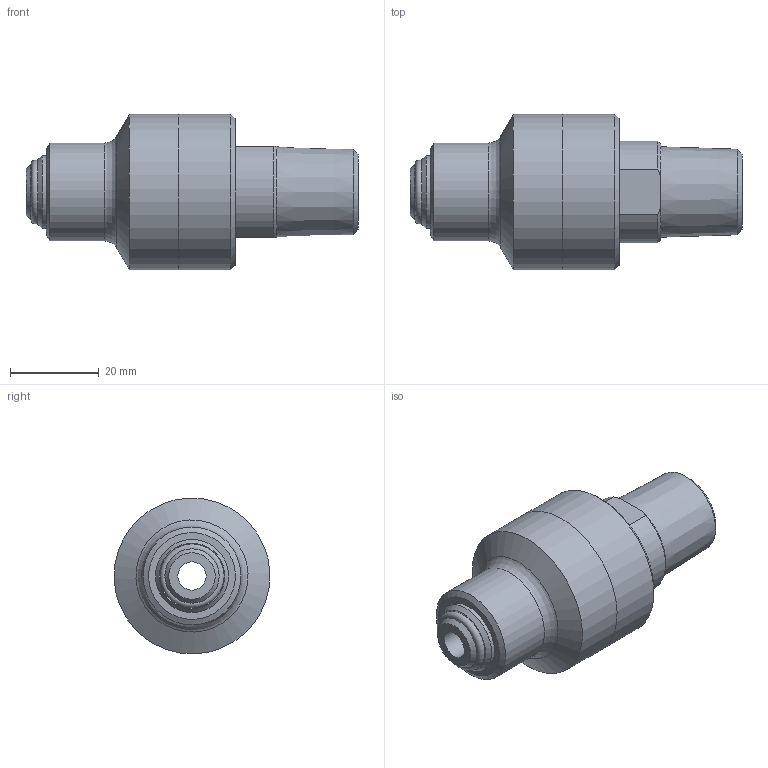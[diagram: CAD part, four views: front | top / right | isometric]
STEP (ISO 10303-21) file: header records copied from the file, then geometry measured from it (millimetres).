
FILE_DESCRIPTION(/* description */ (''),/* implementation_level */ '2;1');
FILE_NAME(/* name */ 'MITH-100082.stp',/* time_stamp */ '2016-05-02T14:18:01-05:00',/* author */ ('scottg'),/* organization */ ('FasTest,Inc.'),/* preprocessor_version */ 'ST-DEVELOPER v16.1',/* originating_system */ 'Autodesk Inventor 2016',/* authorisation */ '');
FILE_SCHEMA (('AUTOMOTIVE_DESIGN { 1 0 10303 214 3 1 1 }'));
Length unit declared in the file: inch
Products named in the file (1): MITH-100082
Bounding box: 74.68 x 35.02 x 35.02 mm (x, y, z)
Volume: 35526.1 mm3; surface area: 9760 mm2
Topology: 1 solids, 2 shells, 33 faces, 70 edges, 43 vertices
Faces by surface type: cone 14, cylinder 8, plane 8, torus 3
Full cylindrical faces by diameter (mm): 6.35 x1, 12.7 x1, 16.434 x1, 22.047 x1, 35.052 x2
Entity records: 814 total; most frequent: DIRECTION 138, CARTESIAN_POINT 122, ORIENTED_EDGE 88, AXIS2_PLACEMENT_3D 65, EDGE_LOOP 60, EDGE_CURVE 43, VERTEX_POINT 37, FACE_OUTER_BOUND 33
